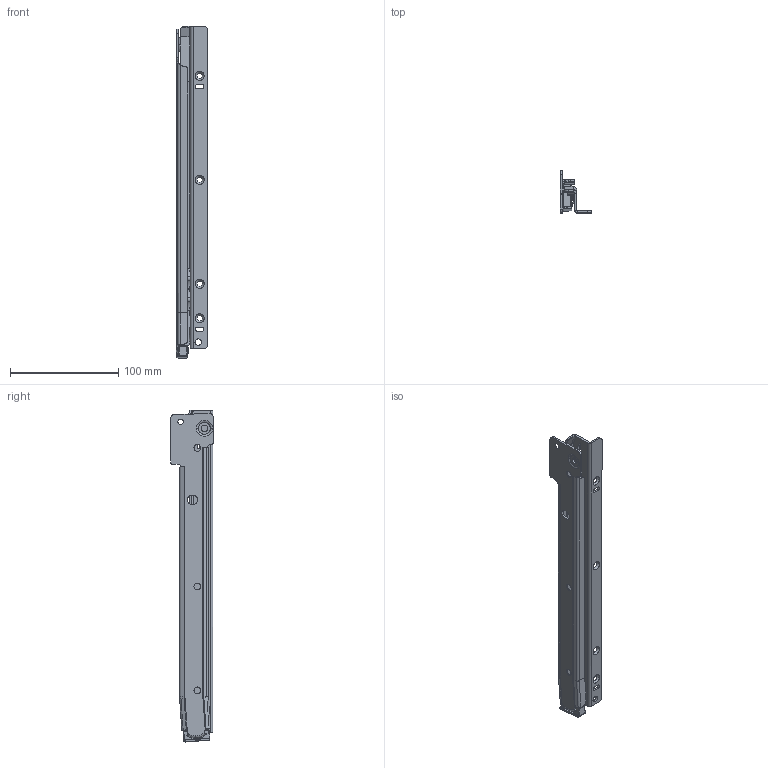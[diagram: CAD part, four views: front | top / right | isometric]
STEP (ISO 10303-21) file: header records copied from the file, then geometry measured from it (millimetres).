
FILE_DESCRIPTION (( 'STEP AP214' ), '1' );
FILE_NAME ('FR_2071.0300mm_12inch_closed_left.STEP', '2022-11-15T08:45:15', ( '' ), ( '' ), 'SwSTEP 2.0', 'SolidWorks 2020', '' );
FILE_SCHEMA (( 'AUTOMOTIVE_DESIGN' ));
Length unit declared in the file: millimetre
Products named in the file (6): 2071.XXX-03.0000.li_NL  300; AG-020; FR_2071.0300mm_12inch_closed_left; 2071.XXX-01.0000.li_NL  300
Assembly tree (5 placements, depth 3):
  FR_2071.0300mm_12inch_closed_left
    2071.XXX-01.0000.li_NL  300
      2071.XXX-01.0000.li_NL  300
      AG-020
    2071.XXX-03.0000.li_NL  300
      2071.XXX-03.0000.li_NL  300
Bounding box: 28.85 x 39.5 x 306.63 mm (x, y, z)
Volume: 50964.9 mm3; surface area: 54330.6 mm2
Topology: 3 solids, 3 shells, 356 faces, 951 edges, 594 vertices
Faces by surface type: plane 133, cylinder 124, torus 46, cone 34, bspline 19
Entity records: 12368 total; most frequent: CARTESIAN_POINT 3259, ORIENTED_EDGE 1900, DIRECTION 1890, EDGE_CURVE 950, AXIS2_PLACEMENT_3D 719, VERTEX_POINT 594, LINE 452, VECTOR 452
